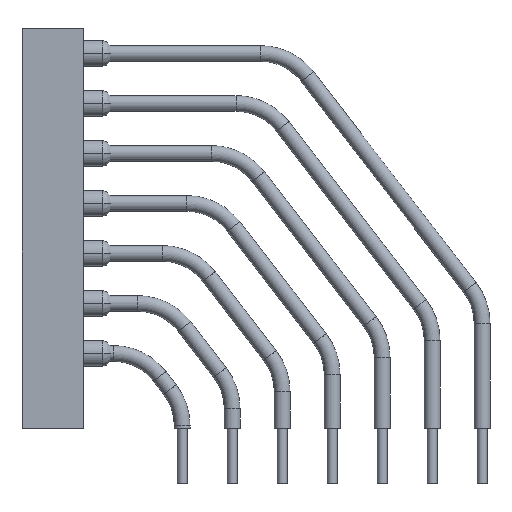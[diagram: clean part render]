
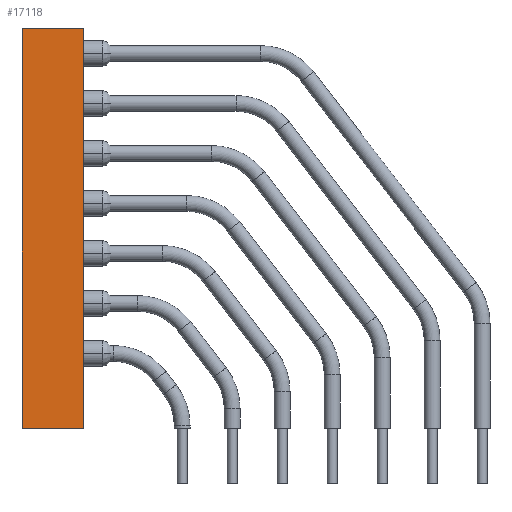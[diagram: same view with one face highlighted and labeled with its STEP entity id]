
A CAD part, front view. The second image highlights one B-rep face of the part: STEP entity #17118.
In plain terms, the highlighted planar face has unit normal (0, -1, 0).
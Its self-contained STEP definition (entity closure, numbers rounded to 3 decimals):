
#15363=CARTESIAN_POINT('',(-12.66,-5.08,20.32));
#15364=VERTEX_POINT('',#15363);
#15371=CARTESIAN_POINT('',(-12.66,-5.08,0.));
#15372=VERTEX_POINT('',#15371);
#15373=CARTESIAN_POINT('',(-12.66,-5.08,0.));
#15374=DIRECTION('',(0.0,0.0,1.0));
#15375=VECTOR('',#15374,20.32);
#15376=LINE('',#15373,#15375);
#15377=EDGE_CURVE('',#15372,#15364,#15376,.T.);
#17001=CARTESIAN_POINT('',(-15.76,-5.08,0.));
#17002=VERTEX_POINT('',#17001);
#17009=CARTESIAN_POINT('',(-15.76,-5.08,20.32));
#17010=VERTEX_POINT('',#17009);
#17011=CARTESIAN_POINT('',(-15.76,-5.08,0.));
#17012=DIRECTION('',(0.0,0.0,1.0));
#17013=VECTOR('',#17012,20.32);
#17014=LINE('',#17011,#17013);
#17015=EDGE_CURVE('',#17002,#17010,#17014,.T.);
#17071=CARTESIAN_POINT('',(-15.76,-5.08,20.32));
#17072=DIRECTION('',(1.0,0.0,0.0));
#17073=VECTOR('',#17072,3.1);
#17074=LINE('',#17071,#17073);
#17075=EDGE_CURVE('',#17010,#15364,#17074,.T.);
#17095=CARTESIAN_POINT('',(-15.76,-5.08,0.));
#17096=DIRECTION('',(1.0,0.0,0.0));
#17097=VECTOR('',#17096,3.1);
#17098=LINE('',#17095,#17097);
#17099=EDGE_CURVE('',#17002,#15372,#17098,.T.);
#17107=CARTESIAN_POINT('',(-15.76,-5.08,1.27));
#17108=DIRECTION('',(0.0,-1.0,0.0));
#17109=DIRECTION('',(0.0,0.0,-1.0));
#17110=AXIS2_PLACEMENT_3D('',#17107,#17108,#17109);
#17111=PLANE('',#17110);
#17112=ORIENTED_EDGE('',*,*,#15377,.T.);
#17113=ORIENTED_EDGE('',*,*,#17075,.F.);
#17114=ORIENTED_EDGE('',*,*,#17015,.F.);
#17115=ORIENTED_EDGE('',*,*,#17099,.T.);
#17116=EDGE_LOOP('',(#17112,#17113,#17114,#17115));
#17117=FACE_OUTER_BOUND('',#17116,.T.);
#17118=ADVANCED_FACE('',(#17117),#17111,.T.);
